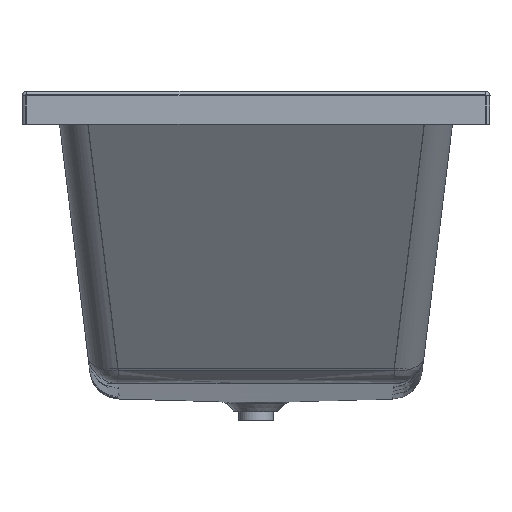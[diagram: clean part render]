
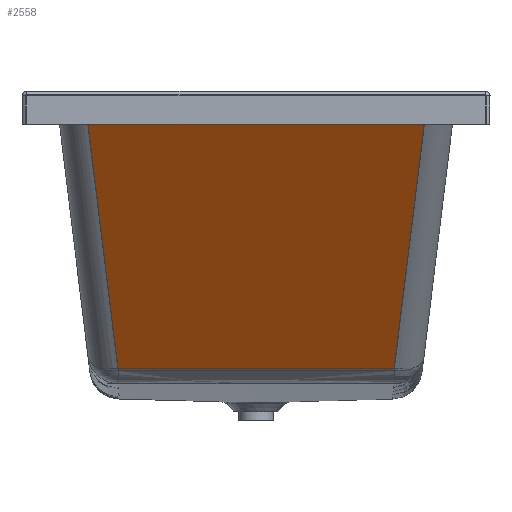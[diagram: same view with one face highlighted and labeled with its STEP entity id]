
A CAD part, front view. The second image highlights one B-rep face of the part: STEP entity #2558.
In plain terms, the highlighted planar face has unit normal (0, -0.819, -0.574).
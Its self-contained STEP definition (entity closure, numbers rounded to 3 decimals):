
#2342=CARTESIAN_POINT('',(206.495,-508.132,181.593));
#2343=VERTEX_POINT('',#2342);
#2352=CARTESIAN_POINT('',(257.15,-797.006,594.147));
#2353=VERTEX_POINT('',#2352);
#2361=CARTESIAN_POINT('',(257.15,-797.006,594.147));
#2362=DIRECTION('',(-0.1,0.571,-0.815));
#2363=VECTOR('',#2362,506.177);
#2364=LINE('',#2361,#2363);
#2365=EDGE_CURVE('',#2353,#2343,#2364,.T.);
#2522=CARTESIAN_POINT('',(0.,-799.096,597.132));
#2523=DIRECTION('',(0.0,-0.819,-0.574));
#2524=DIRECTION('',(-1.0,0.0,0.0));
#2525=AXIS2_PLACEMENT_3D('',#2522,#2523,#2524);
#2526=PLANE('',#2525);
#2527=CARTESIAN_POINT('',(-206.495,-508.132,181.593));
#2528=VERTEX_POINT('',#2527);
#2529=CARTESIAN_POINT('',(-206.495,-508.132,181.593));
#2530=CARTESIAN_POINT('',(-156.786,-507.956,181.342));
#2531=CARTESIAN_POINT('',(-107.168,-507.832,181.164));
#2532=CARTESIAN_POINT('',(-57.621,-507.761,181.062));
#2533=CARTESIAN_POINT('',(24.854,-507.731,181.02));
#2534=CARTESIAN_POINT('',(107.391,-507.85,181.19));
#2535=CARTESIAN_POINT('',(140.389,-507.921,181.292));
#2536=CARTESIAN_POINT('',(173.422,-508.015,181.426));
#2537=CARTESIAN_POINT('',(206.495,-508.132,181.593));
#2538=B_SPLINE_CURVE_WITH_KNOTS('',5,(#2529,#2530,#2531,#2532,#2533,#2534,#2535,#2536,#2537),.UNSPECIFIED.,.F.,.U.,(6,3,6),(723.485,1044.176,1257.547),.UNSPECIFIED.);
#2539=EDGE_CURVE('',#2528,#2343,#2538,.T.);
#2540=ORIENTED_EDGE('',*,*,#2539,.T.);
#2541=ORIENTED_EDGE('',*,*,#2365,.F.);
#2542=CARTESIAN_POINT('',(-257.15,-797.006,594.147));
#2543=VERTEX_POINT('',#2542);
#2544=CARTESIAN_POINT('',(257.15,-797.006,594.147));
#2545=DIRECTION('',(-1.0,0.0,0.0));
#2546=VECTOR('',#2545,514.3);
#2547=LINE('',#2544,#2546);
#2548=EDGE_CURVE('',#2353,#2543,#2547,.T.);
#2549=ORIENTED_EDGE('',*,*,#2548,.T.);
#2550=CARTESIAN_POINT('',(-257.15,-797.006,594.147));
#2551=DIRECTION('',(0.1,0.571,-0.815));
#2552=VECTOR('',#2551,506.177);
#2553=LINE('',#2550,#2552);
#2554=EDGE_CURVE('',#2543,#2528,#2553,.T.);
#2555=ORIENTED_EDGE('',*,*,#2554,.T.);
#2556=EDGE_LOOP('',(#2540,#2541,#2549,#2555));
#2557=FACE_OUTER_BOUND('',#2556,.T.);
#2558=ADVANCED_FACE('',(#2557),#2526,.T.);
